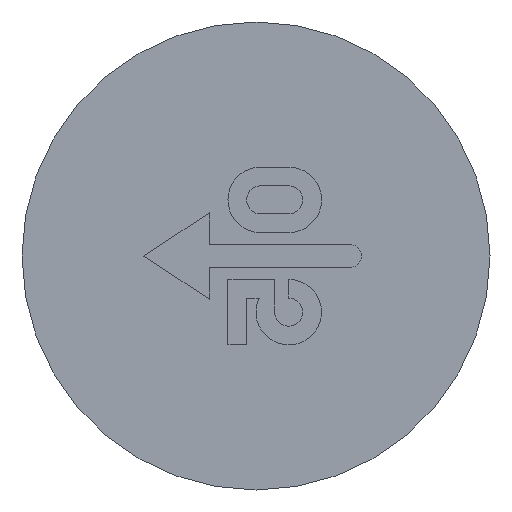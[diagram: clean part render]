
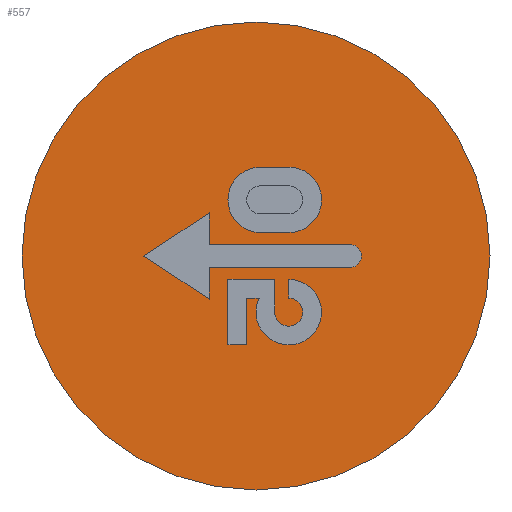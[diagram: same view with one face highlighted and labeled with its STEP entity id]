
A CAD part, left-side view. The second image highlights one B-rep face of the part: STEP entity #557.
In plain terms, the highlighted planar face has unit normal (-1, 0, 0).
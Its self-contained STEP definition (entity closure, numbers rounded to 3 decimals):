
#30=LINE('',#827,#88);
#31=LINE('',#832,#89);
#32=LINE('',#835,#90);
#33=LINE('',#840,#91);
#34=LINE('',#842,#92);
#35=LINE('',#844,#93);
#36=LINE('',#846,#94);
#37=LINE('',#848,#95);
#38=LINE('',#850,#96);
#39=LINE('',#853,#97);
#40=LINE('',#856,#98);
#41=LINE('',#858,#99);
#42=LINE('',#862,#100);
#43=LINE('',#864,#101);
#44=LINE('',#866,#102);
#88=VECTOR('',#663,1000.);
#89=VECTOR('',#666,1000.);
#90=VECTOR('',#669,1000.);
#91=VECTOR('',#672,1000.);
#92=VECTOR('',#673,1000.);
#93=VECTOR('',#674,1000.);
#94=VECTOR('',#675,1000.);
#95=VECTOR('',#676,1000.);
#96=VECTOR('',#677,1000.);
#97=VECTOR('',#680,1000.);
#98=VECTOR('',#681,1000.);
#99=VECTOR('',#682,1000.);
#100=VECTOR('',#685,1000.);
#101=VECTOR('',#686,1000.);
#102=VECTOR('',#687,1000.);
#146=ORIENTED_EDGE('',*,*,#300,.F.);
#147=ORIENTED_EDGE('',*,*,#301,.F.);
#148=ORIENTED_EDGE('',*,*,#302,.F.);
#149=ORIENTED_EDGE('',*,*,#303,.F.);
#150=ORIENTED_EDGE('',*,*,#304,.F.);
#151=ORIENTED_EDGE('',*,*,#305,.F.);
#152=ORIENTED_EDGE('',*,*,#306,.F.);
#153=ORIENTED_EDGE('',*,*,#307,.F.);
#154=ORIENTED_EDGE('',*,*,#308,.F.);
#155=ORIENTED_EDGE('',*,*,#309,.F.);
#156=ORIENTED_EDGE('',*,*,#310,.F.);
#157=ORIENTED_EDGE('',*,*,#311,.F.);
#158=ORIENTED_EDGE('',*,*,#312,.F.);
#159=ORIENTED_EDGE('',*,*,#313,.T.);
#160=ORIENTED_EDGE('',*,*,#314,.F.);
#161=ORIENTED_EDGE('',*,*,#315,.F.);
#162=ORIENTED_EDGE('',*,*,#316,.F.);
#163=ORIENTED_EDGE('',*,*,#317,.F.);
#164=ORIENTED_EDGE('',*,*,#318,.F.);
#165=ORIENTED_EDGE('',*,*,#319,.F.);
#166=ORIENTED_EDGE('',*,*,#320,.F.);
#300=EDGE_CURVE('',#377,#377,#430,.T.);
#301=EDGE_CURVE('',#378,#379,#30,.T.);
#302=EDGE_CURVE('',#380,#378,#431,.F.);
#303=EDGE_CURVE('',#381,#380,#31,.T.);
#304=EDGE_CURVE('',#379,#381,#432,.F.);
#305=EDGE_CURVE('',#382,#383,#32,.T.);
#306=EDGE_CURVE('',#384,#382,#433,.F.);
#307=EDGE_CURVE('',#385,#384,#33,.T.);
#308=EDGE_CURVE('',#386,#385,#34,.T.);
#309=EDGE_CURVE('',#387,#386,#35,.T.);
#310=EDGE_CURVE('',#388,#387,#36,.T.);
#311=EDGE_CURVE('',#389,#388,#37,.T.);
#312=EDGE_CURVE('',#390,#389,#38,.T.);
#313=EDGE_CURVE('',#390,#383,#434,.F.);
#314=EDGE_CURVE('',#391,#392,#39,.T.);
#315=EDGE_CURVE('',#393,#391,#40,.T.);
#316=EDGE_CURVE('',#394,#393,#41,.T.);
#317=EDGE_CURVE('',#395,#394,#435,.F.);
#318=EDGE_CURVE('',#396,#395,#42,.T.);
#319=EDGE_CURVE('',#397,#396,#43,.T.);
#320=EDGE_CURVE('',#392,#397,#44,.T.);
#377=VERTEX_POINT('',#826);
#378=VERTEX_POINT('',#828);
#379=VERTEX_POINT('',#829);
#380=VERTEX_POINT('',#831);
#381=VERTEX_POINT('',#833);
#382=VERTEX_POINT('',#836);
#383=VERTEX_POINT('',#837);
#384=VERTEX_POINT('',#839);
#385=VERTEX_POINT('',#841);
#386=VERTEX_POINT('',#843);
#387=VERTEX_POINT('',#845);
#388=VERTEX_POINT('',#847);
#389=VERTEX_POINT('',#849);
#390=VERTEX_POINT('',#851);
#391=VERTEX_POINT('',#854);
#392=VERTEX_POINT('',#855);
#393=VERTEX_POINT('',#857);
#394=VERTEX_POINT('',#859);
#395=VERTEX_POINT('',#861);
#396=VERTEX_POINT('',#863);
#397=VERTEX_POINT('',#865);
#430=CIRCLE('',#605,2.6);
#431=CIRCLE('',#606,0.364);
#432=CIRCLE('',#607,0.364);
#433=CIRCLE('',#608,0.364);
#434=CIRCLE('',#609,0.156);
#435=CIRCLE('',#610,0.13);
#449=EDGE_LOOP('',(#146));
#450=EDGE_LOOP('',(#147,#148,#149,#150));
#451=EDGE_LOOP('',(#151,#152,#153,#154,#155,#156,#157,#158,#159));
#452=EDGE_LOOP('',(#160,#161,#162,#163,#164,#165,#166));
#491=FACE_BOUND('',#449,.T.);
#492=FACE_BOUND('',#450,.T.);
#493=FACE_BOUND('',#451,.T.);
#494=FACE_BOUND('',#452,.T.);
#533=PLANE('',#604);
#557=ADVANCED_FACE('',(#491,#492,#493,#494),#533,.F.);
#604=AXIS2_PLACEMENT_3D('',#824,#659,#660);
#605=AXIS2_PLACEMENT_3D('',#825,#661,#662);
#606=AXIS2_PLACEMENT_3D('',#830,#664,#665);
#607=AXIS2_PLACEMENT_3D('',#834,#667,#668);
#608=AXIS2_PLACEMENT_3D('',#838,#670,#671);
#609=AXIS2_PLACEMENT_3D('',#852,#678,#679);
#610=AXIS2_PLACEMENT_3D('',#860,#683,#684);
#659=DIRECTION('',(1.,0.,0.));
#660=DIRECTION('',(0.,0.,-1.));
#661=DIRECTION('',(1.,0.,0.));
#662=DIRECTION('',(0.,0.,-1.));
#663=DIRECTION('',(0.,1.,0.));
#664=DIRECTION('',(1.,0.,0.));
#665=DIRECTION('',(0.,0.,-1.));
#666=DIRECTION('',(0.,-1.,0.));
#667=DIRECTION('',(1.,0.,0.));
#668=DIRECTION('',(0.,0.,-1.));
#669=DIRECTION('',(0.,0.,-1.));
#670=DIRECTION('',(1.,0.,0.));
#671=DIRECTION('',(0.,0.,-1.));
#672=DIRECTION('',(0.,-1.,0.));
#673=DIRECTION('',(0.,0.,1.));
#674=DIRECTION('',(0.,-1.,0.));
#675=DIRECTION('',(0.,0.,-1.));
#676=DIRECTION('',(0.,1.,0.));
#677=DIRECTION('',(0.,0.,1.));
#678=DIRECTION('',(1.,0.,0.));
#679=DIRECTION('',(0.,0.,-1.));
#680=DIRECTION('',(0.,0.836,-0.549));
#681=DIRECTION('',(0.,0.,1.));
#682=DIRECTION('',(0.,1.,0.));
#683=DIRECTION('',(1.,0.,0.));
#684=DIRECTION('',(0.,0.,-1.));
#685=DIRECTION('',(0.,-1.,0.));
#686=DIRECTION('',(0.,0.,1.));
#687=DIRECTION('',(0.,-0.836,-0.549));
#824=CARTESIAN_POINT('',(-3.,0.,0.));
#825=CARTESIAN_POINT('',(-3.,0.,0.));
#826=CARTESIAN_POINT('',(-3.,0.,-2.6));
#827=CARTESIAN_POINT('',(-3.,0.,0.988));
#828=CARTESIAN_POINT('',(-3.,-0.364,0.988));
#829=CARTESIAN_POINT('',(-3.,-0.052,0.988));
#830=CARTESIAN_POINT('',(-3.,-0.364,0.624));
#831=CARTESIAN_POINT('',(-3.,-0.364,0.26));
#832=CARTESIAN_POINT('',(-3.,0.,0.26));
#833=CARTESIAN_POINT('',(-3.,-0.052,0.26));
#834=CARTESIAN_POINT('',(-3.,-0.052,0.624));
#835=CARTESIAN_POINT('',(-3.,-0.364,0.));
#836=CARTESIAN_POINT('',(-3.,-0.364,-0.26));
#837=CARTESIAN_POINT('',(-3.,-0.364,-0.468));
#838=CARTESIAN_POINT('',(-3.,-0.364,-0.624));
#839=CARTESIAN_POINT('',(-3.,-0.035,-0.468));
#840=CARTESIAN_POINT('',(-3.,0.,-0.468));
#841=CARTESIAN_POINT('',(-3.,0.104,-0.468));
#842=CARTESIAN_POINT('',(-3.,0.104,0.));
#843=CARTESIAN_POINT('',(-3.,0.104,-0.988));
#844=CARTESIAN_POINT('',(-3.,0.,-0.988));
#845=CARTESIAN_POINT('',(-3.,0.312,-0.988));
#846=CARTESIAN_POINT('',(-3.,0.312,0.));
#847=CARTESIAN_POINT('',(-3.,0.312,-0.26));
#848=CARTESIAN_POINT('',(-3.,0.,-0.26));
#849=CARTESIAN_POINT('',(-3.,-0.208,-0.26));
#850=CARTESIAN_POINT('',(-3.,-0.208,0.));
#851=CARTESIAN_POINT('',(-3.,-0.208,-0.624));
#852=CARTESIAN_POINT('',(-3.,-0.364,-0.624));
#853=CARTESIAN_POINT('',(-3.,0.377,0.573));
#854=CARTESIAN_POINT('',(-3.,0.52,0.479));
#855=CARTESIAN_POINT('',(-3.,1.248,0.));
#856=CARTESIAN_POINT('',(-3.,0.52,0.));
#857=CARTESIAN_POINT('',(-3.,0.52,0.13));
#858=CARTESIAN_POINT('',(-3.,0.,0.13));
#859=CARTESIAN_POINT('',(-3.,-1.04,0.13));
#860=CARTESIAN_POINT('',(-3.,-1.04,0.));
#861=CARTESIAN_POINT('',(-3.,-1.04,-0.13));
#862=CARTESIAN_POINT('',(-3.,0.,-0.13));
#863=CARTESIAN_POINT('',(-3.,0.52,-0.13));
#864=CARTESIAN_POINT('',(-3.,0.52,0.));
#865=CARTESIAN_POINT('',(-3.,0.52,-0.479));
#866=CARTESIAN_POINT('',(-3.,0.377,-0.573));
